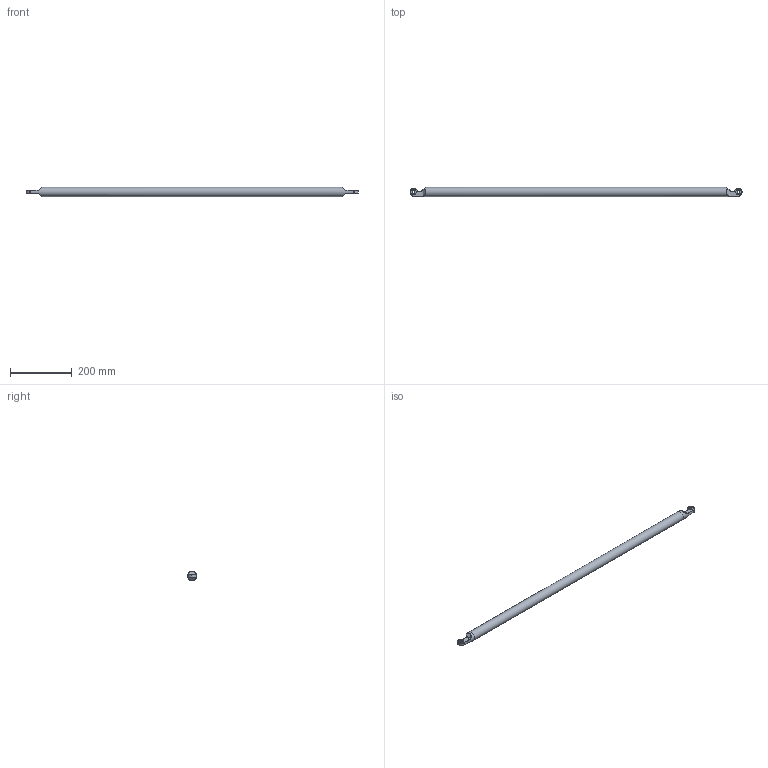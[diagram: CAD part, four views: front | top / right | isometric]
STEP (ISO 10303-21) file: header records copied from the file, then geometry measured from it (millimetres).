
FILE_DESCRIPTION(/* description */ (''),/* implementation_level */ '2;1');
FILE_NAME(/* name */ 'LowerArm_ipt_aef0c4fb.STEP',/* time_stamp */ '2020-11-16T16:19:48+01:00',/* author */ ('SUSTRVOJ'),/* organization */ (''),/* preprocessor_version */ 'ST-DEVELOPER v17.2',/* originating_system */ 'Autodesk Inventor 2019',/* authorisation */ '');
FILE_SCHEMA (('AUTOMOTIVE_DESIGN { 1 0 10303 214 3 1 1 }'));
Length unit declared in the file: millimetre
Products named in the file (1): LowerArm
Bounding box: 1078 x 29.99 x 30 mm (x, y, z)
Volume: 205373.9 mm3; surface area: 178853.1 mm2
Topology: 1 solids, 2 shells, 88 faces, 208 edges, 128 vertices
Faces by surface type: bspline 45, plane 23, cylinder 20
Full cylindrical faces by diameter (mm): 8 x2, 18 x4, 26 x1, 30 x1
Entity records: 8833 total; most frequent: CARTESIAN_POINT 6977, ORIENTED_EDGE 416, DIRECTION 282, EDGE_CURVE 208, VERTEX_POINT 128, LINE 98, VECTOR 98, EDGE_LOOP 96
